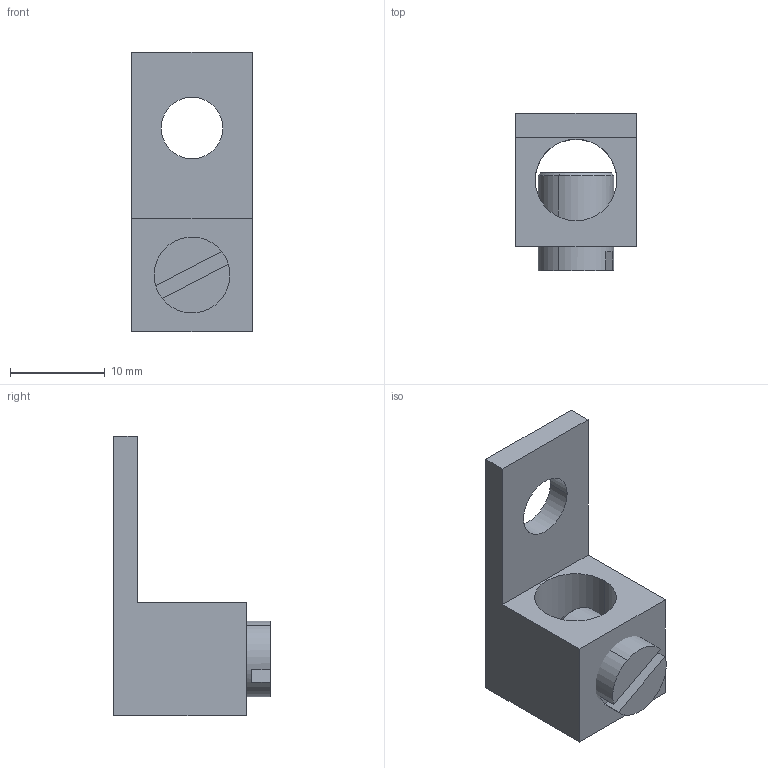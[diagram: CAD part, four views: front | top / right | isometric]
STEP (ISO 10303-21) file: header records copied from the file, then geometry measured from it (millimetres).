
FILE_DESCRIPTION((''),'2;1');
FILE_NAME('Battery Terminal Assembly.stp','2005-12-29T14:49:39',('Owner'),(''),'Autodesk Inventor (R) 6.0','Autodesk Inventor (R) 6.0','');
FILE_SCHEMA(('AUTOMOTIVE_DESIGN { 1 0 10303 214 1 1 1 1 }'));
Length unit declared in the file: inch
Products named in the file (3): Battery Terminal Assembly; Battery Terminal; Battery Terminal Screw
Assembly tree (2 placements, depth 2):
  Battery Terminal Assembly
    Battery Terminal
    Battery Terminal Screw
Bounding box: 12.75 x 16.54 x 29.5 mm (x, y, z)
Volume: 2298.3 mm3; surface area: 2102.8 mm2
Topology: 2 solids, 2 shells, 24 faces, 58 edges, 38 vertices
Faces by surface type: plane 14, cylinder 4, bspline 4, cone 2
Entity records: 897 total; most frequent: CARTESIAN_POINT 235, DIRECTION 126, ORIENTED_EDGE 116, EDGE_CURVE 58, AXIS2_PLACEMENT_3D 45, VERTEX_POINT 38, VECTOR 36, LINE 36
